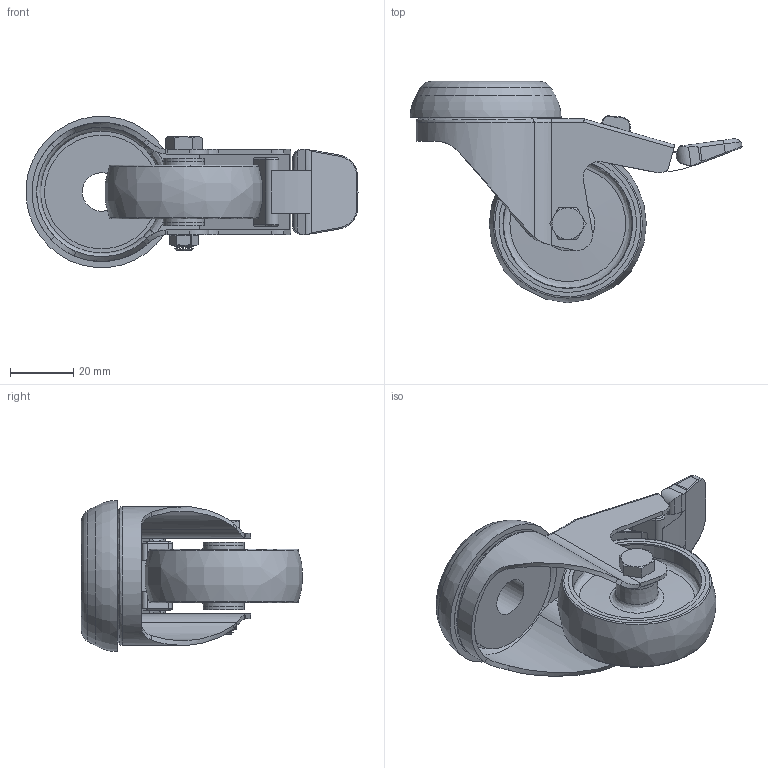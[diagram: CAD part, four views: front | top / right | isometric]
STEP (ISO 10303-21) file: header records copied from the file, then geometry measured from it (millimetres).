
FILE_DESCRIPTION (( 'STEP AP214' ), '1' );
FILE_NAME ('0029319_L-AV-TPGK-050-G-1-DSN.STEP', '2019-03-11T11:27:05', ( '' ), ( '' ), 'SwSTEP 2.0', 'SolidWorks 2018', '' );
FILE_SCHEMA (( 'AUTOMOTIVE_DESIGN' ));
Length unit declared in the file: millimetre
Products named in the file (1): 0029319_L-AV-TPGK-050-G-1-DSN
Bounding box: 104.97 x 70 x 47.78 mm (x, y, z)
Surface area: 25988.2 mm2 (no closed solid volume)
Topology: 0 solids, 9 shells, 302 faces, 885 edges, 566 vertices
Faces by surface type: bspline 99, cylinder 88, plane 86, cone 24, torus 5
Full cylindrical faces by diameter (mm): 3.6 x1, 4.9 x1, 6 x2, 12.186 x1, 13 x2, 36 x1, 41 x2
Entity records: 22648 total; most frequent: CARTESIAN_POINT 12774, ORIENTED_EDGE 1442, DIRECTION 995, EDGE_CURVE 844, VERTEX_POINT 560, EDGE_LOOP 362, AXIS2_PLACEMENT_3D 356, B_SPLINE_CURVE_WITH_KNOTS 341
